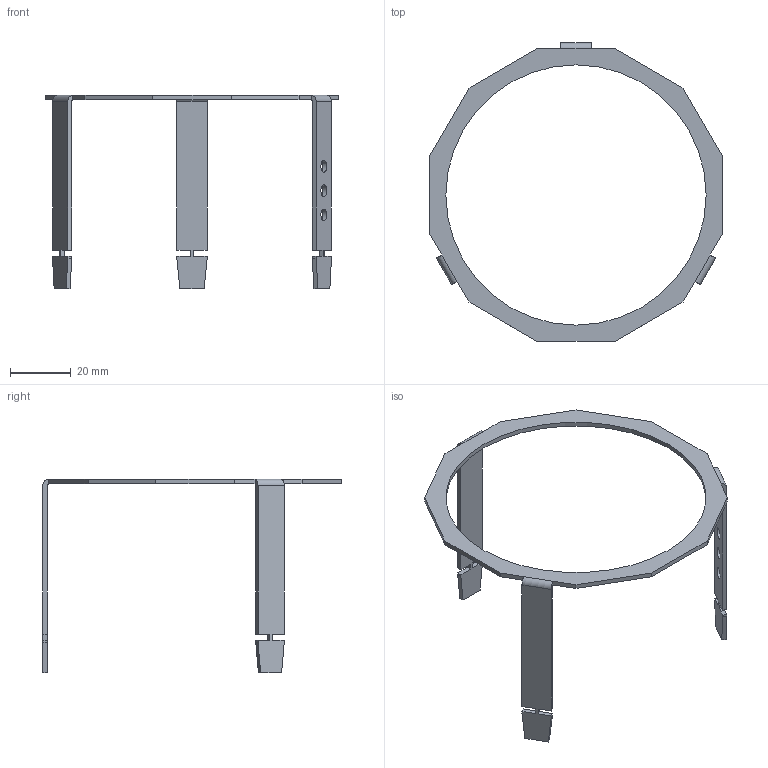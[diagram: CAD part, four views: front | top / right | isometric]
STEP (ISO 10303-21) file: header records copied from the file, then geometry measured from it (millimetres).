
FILE_DESCRIPTION(/* description */ (''),/* implementation_level */ '2;1');
FILE_NAME(/* name */ '101523.1417.000.stp',/* time_stamp */ '2017-01-16T09:38:21+01:00',/* author */ (''),/* organization */ (''),/* preprocessor_version */ 'ST-DEVELOPER v11',/* originating_system */ 'SIEMENS PLM Software NX 7.5',/* authorisation */ '');
FILE_SCHEMA (('CONFIG_CONTROL_DESIGN'));
Length unit declared in the file: millimetre
Products named in the file (2): 101523.1417.000_0
Assembly tree (2 placements, depth 2):
  101523.1417.000_0
    101523.1417.000_0  x2
Bounding box: 96.59 x 98.59 x 63.9 mm (x, y, z)
Volume: 10464 mm3; surface area: 17097.8 mm2
Topology: 2 solids, 2 shells, 144 faces, 402 edges, 262 vertices
Faces by surface type: plane 124, cylinder 20
Full cylindrical faces by diameter (mm): 3.86 x6, 86 x2
Entity records: 2474 total; most frequent: CARTESIAN_POINT 397, ORIENTED_EDGE 388, DIRECTION 364, EDGE_CURVE 194, LINE 174, VECTOR 174, VERTEX_POINT 128, AXIS2_PLACEMENT_3D 95
